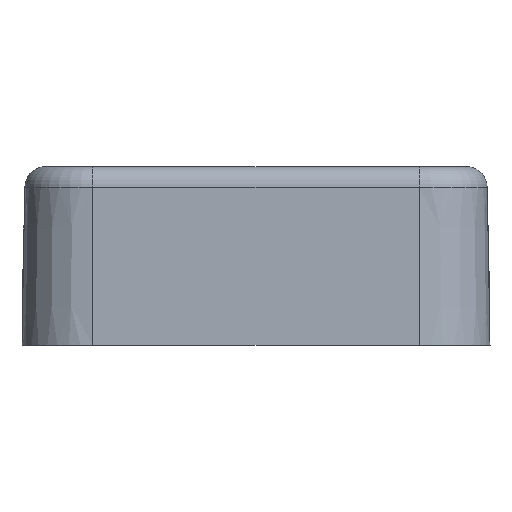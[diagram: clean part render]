
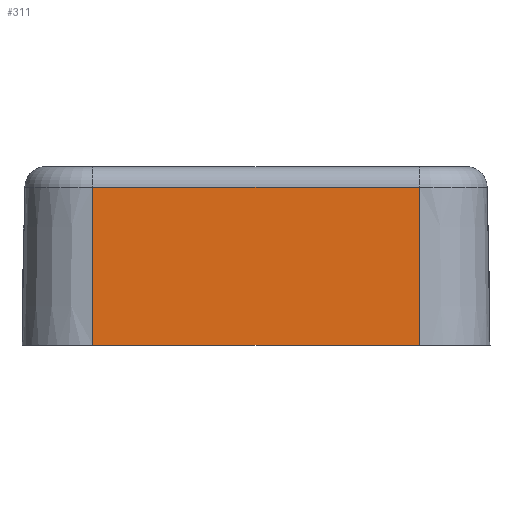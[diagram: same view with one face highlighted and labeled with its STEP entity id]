
A CAD part, front view. The second image highlights one B-rep face of the part: STEP entity #311.
In plain terms, the highlighted planar face has unit normal (0, -1, 0.018).
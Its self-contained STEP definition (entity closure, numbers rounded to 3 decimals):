
#311=ADVANCED_FACE('',(#692),#693,.F.);
#692=FACE_OUTER_BOUND('',#1213,.T.);
#693=PLANE('',#1214);
#1213=EDGE_LOOP('',(#2963,#2964,#2965,#2966));
#1214=AXIS2_PLACEMENT_3D('',#2967,#2968,#2969);
#2963=ORIENTED_EDGE('',*,*,#3999,.T.);
#2964=ORIENTED_EDGE('',*,*,#4000,.T.);
#2965=ORIENTED_EDGE('',*,*,#4001,.F.);
#2966=ORIENTED_EDGE('',*,*,#3942,.T.);
#2967=CARTESIAN_POINT('',(15.05,-1.95,17.0));
#2968=DIRECTION('',(0.,1.,-0.017));
#2969=DIRECTION('',(0.0,0.017,1.));
#3942=EDGE_CURVE('',#4768,#4766,#4769,.F.);
#3999=EDGE_CURVE('',#4766,#4866,#4868,.T.);
#4000=EDGE_CURVE('',#4866,#4869,#4870,.F.);
#4001=EDGE_CURVE('',#4768,#4869,#4871,.T.);
#4766=VERTEX_POINT('',#6848);
#4768=VERTEX_POINT('',#6850);
#4769=LINE('',#6851,#6852);
#4866=VERTEX_POINT('',#6982);
#4868=LINE('',#6984,#6985);
#4869=VERTEX_POINT('',#6986);
#4870=LINE('',#6987,#6988);
#4871=LINE('',#6989,#6990);
#6848=CARTESIAN_POINT('',(15.5,-2.247,0.0));
#6850=CARTESIAN_POINT('',(-15.5,-2.247,0.0));
#6851=CARTESIAN_POINT('',(15.05,-2.247,0.0));
#6852=VECTOR('',#7580,1000.0);
#6982=CARTESIAN_POINT('',(15.5,-1.984,15.035));
#6984=CARTESIAN_POINT('',(15.5,-1.95,17.0));
#6985=VECTOR('',#7683,1000.0);
#6986=CARTESIAN_POINT('',(-15.5,-1.984,15.035));
#6987=CARTESIAN_POINT('',(-15.5,-1.984,15.035));
#6988=VECTOR('',#7684,1000.0);
#6989=CARTESIAN_POINT('',(-15.5,-1.95,17.0));
#6990=VECTOR('',#7685,1000.0);
#7580=DIRECTION('',(-1.0,0.,0.0));
#7683=DIRECTION('',(0.,0.017,1.));
#7684=DIRECTION('',(1.0,0.,0.0));
#7685=DIRECTION('',(0.,0.017,1.));
